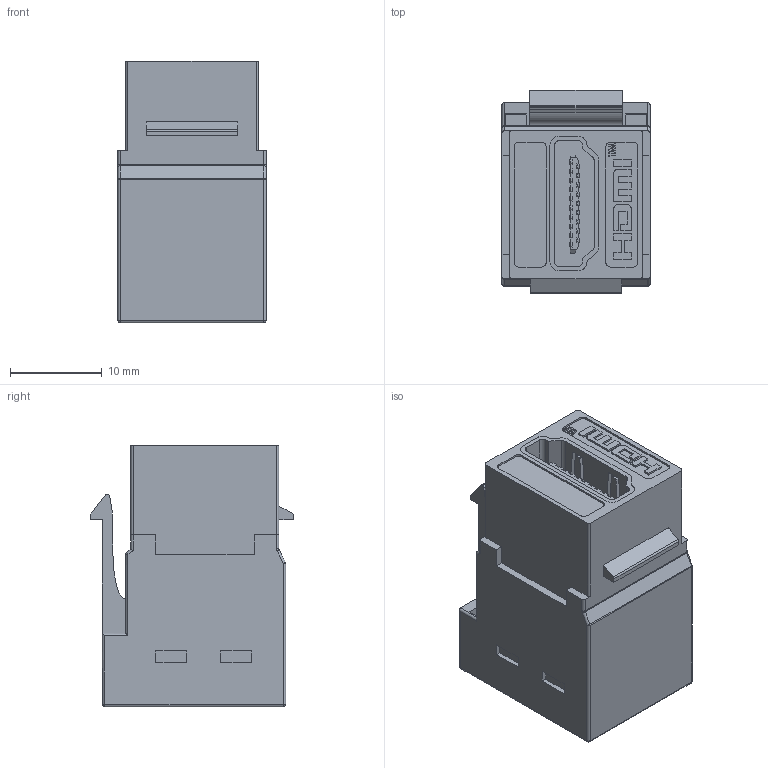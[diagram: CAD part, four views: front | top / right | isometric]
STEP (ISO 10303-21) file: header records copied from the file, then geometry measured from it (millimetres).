
FILE_DESCRIPTION (( 'STEP AP214' ), '1' );
FILE_NAME ('HDKEY-WT.STEP', '2014-01-16T17:35:41', ( 'x' ), ( '' ), 'SwSTEP 2.0', 'SolidWorks 2012', '' );
FILE_SCHEMA (( 'AUTOMOTIVE_DESIGN' ));
Length unit declared in the file: millimetre
Products named in the file (3): HDMI_FEMALE; HDKEY; HDKEY-WT
Assembly tree (3 placements, depth 2):
  HDKEY-WT
    HDKEY
    HDMI_FEMALE  x2
Bounding box: 16.16 x 22.16 x 28.5 mm (x, y, z)
Volume: 7234.5 mm3; surface area: 5219.6 mm2
Topology: 3 solids, 3 shells, 963 faces, 2712 edges, 1766 vertices
Faces by surface type: plane 799, cylinder 153, sphere 8, torus 2, bspline 1
Entity records: 22416 total; most frequent: CARTESIAN_POINT 3362, ORIENTED_EDGE 3300, DIRECTION 3042, EDGE_CURVE 1650, VECTOR 1442, LINE 1442, VERTEX_POINT 1076, AXIS2_PLACEMENT_3D 800
